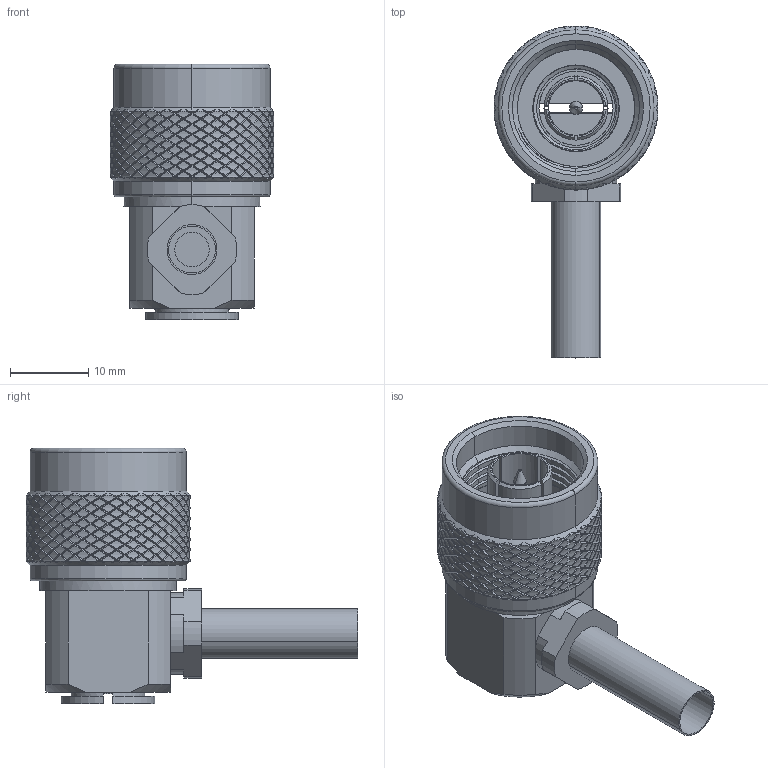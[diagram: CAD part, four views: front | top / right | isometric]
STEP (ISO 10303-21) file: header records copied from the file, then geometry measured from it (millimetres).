
FILE_DESCRIPTION (( 'STEP AP214' ), '1' );
FILE_NAME ('25-105-Y3-AH.STEP', '2024-04-25T13:05:27', ( '' ), ( '' ), 'SwSTEP 2.0', 'SolidWorks 2023', '' );
FILE_SCHEMA (( 'AUTOMOTIVE_DESIGN' ));
Products named in the file (1): 25-105-Y3-AH
Bounding box: 21 x 42.5 x 32.75 mm (x, y, z)
Surface area: 4946 mm2 (no closed solid volume)
Topology: 0 solids, 8 shells, 2246 faces, 4817 edges, 2552 vertices
Faces by surface type: bspline 1682, cylinder 491, plane 40, cone 27, torus 4, sphere 2
Entity records: 111933 total; most frequent: CARTESIAN_POINT 83432, ORIENTED_EDGE 9478, EDGE_CURVE 4817, VERTEX_POINT 2552, EDGE_LOOP 2253, ADVANCED_FACE 2246, FACE_OUTER_BOUND 2246, DIRECTION 1829
